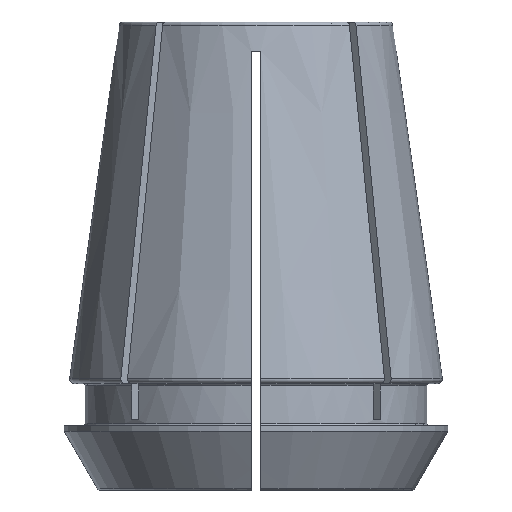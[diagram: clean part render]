
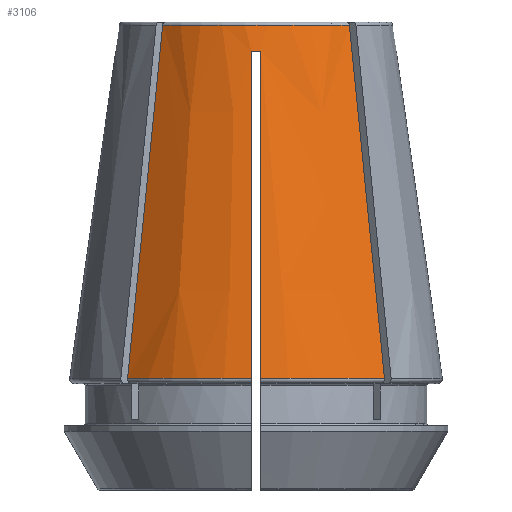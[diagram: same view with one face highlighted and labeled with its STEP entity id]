
A CAD part, front view. The second image highlights one B-rep face of the part: STEP entity #3106.
In plain terms, the highlighted conical face has half-angle 8 degrees and reference radius 11.657 mm.
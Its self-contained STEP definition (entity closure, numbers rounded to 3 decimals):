
#21=CONICAL_SURFACE('',#3336,11.657,0.14);
#68=B_SPLINE_CURVE_WITH_KNOTS('',3,(#4799,#4800,#4801,#4802),
 .UNSPECIFIED.,.F.,.F.,(4,4),(0.,0.03),
 .UNSPECIFIED.);
#78=B_SPLINE_CURVE_WITH_KNOTS('',3,(#4900,#4901,#4902,#4903,#4904,#4905,
#4906,#4907,#4908,#4909),.UNSPECIFIED.,.F.,.F.,(4,3,3,4),(0.018,
0.022,0.044,0.047),.UNSPECIFIED.);
#104=B_SPLINE_CURVE_WITH_KNOTS('',3,(#5176,#5177,#5178,#5179),
 .UNSPECIFIED.,.F.,.F.,(4,4),(0.,0.03),
 .UNSPECIFIED.);
#110=B_SPLINE_CURVE_WITH_KNOTS('',3,(#5240,#5241,#5242,#5243,#5244,#5245,
#5246,#5247,#5248,#5249),.UNSPECIFIED.,.F.,.F.,(4,3,3,4),(0.018,
0.022,0.044,0.047),.UNSPECIFIED.);
#914=ORIENTED_EDGE('',*,*,#1887,.T.);
#915=ORIENTED_EDGE('',*,*,#1866,.T.);
#916=ORIENTED_EDGE('',*,*,#1888,.F.);
#917=ORIENTED_EDGE('',*,*,#1744,.F.);
#918=ORIENTED_EDGE('',*,*,#1689,.T.);
#919=ORIENTED_EDGE('',*,*,#1889,.F.);
#920=ORIENTED_EDGE('',*,*,#1756,.F.);
#921=ORIENTED_EDGE('',*,*,#1778,.T.);
#1689=EDGE_CURVE('',#2190,#2188,#2506,.T.);
#1744=EDGE_CURVE('',#2190,#2235,#68,.T.);
#1756=EDGE_CURVE('',#2244,#2246,#2518,.T.);
#1778=EDGE_CURVE('',#2244,#2267,#78,.T.);
#1866=EDGE_CURVE('',#2347,#2348,#104,.T.);
#1887=EDGE_CURVE('',#2267,#2347,#2537,.T.);
#1888=EDGE_CURVE('',#2235,#2348,#2538,.T.);
#1889=EDGE_CURVE('',#2246,#2188,#110,.T.);
#2188=VERTEX_POINT('',#4618);
#2190=VERTEX_POINT('',#4621);
#2235=VERTEX_POINT('',#4803);
#2244=VERTEX_POINT('',#4834);
#2246=VERTEX_POINT('',#4837);
#2267=VERTEX_POINT('',#4899);
#2347=VERTEX_POINT('',#5180);
#2348=VERTEX_POINT('',#5181);
#2506=CIRCLE('',#3285,15.936);
#2518=CIRCLE('',#3306,12.009);
#2537=CIRCLE('',#3337,15.936);
#2538=CIRCLE('',#3338,11.694);
#2702=EDGE_LOOP('',(#914,#915,#916,#917,#918,#919,#920,#921));
#2870=FACE_BOUND('',#2702,.T.);
#3106=ADVANCED_FACE('',(#2870),#21,.T.);
#3285=AXIS2_PLACEMENT_3D('',#4620,#3685,#3686);
#3306=AXIS2_PLACEMENT_3D('',#4836,#3759,#3760);
#3336=AXIS2_PLACEMENT_3D('',#5237,#3893,#3894);
#3337=AXIS2_PLACEMENT_3D('',#5238,#3895,#3896);
#3338=AXIS2_PLACEMENT_3D('',#5239,#3897,#3898);
#3685=DIRECTION('',(0.,0.,1.));
#3686=DIRECTION('',(1.,0.,0.));
#3759=DIRECTION('',(0.,0.,-1.));
#3760=DIRECTION('',(-1.,0.,0.));
#3893=DIRECTION('',(0.,0.,-1.));
#3894=DIRECTION('',(-1.,0.,0.));
#3895=DIRECTION('',(0.,0.,1.));
#3896=DIRECTION('',(1.,0.,0.));
#3897=DIRECTION('',(0.,0.,1.));
#3898=DIRECTION('',(1.,0.,0.));
#4618=CARTESIAN_POINT('',(-0.4,-15.931,4.056));
#4620=CARTESIAN_POINT('',(0.,0.,4.056));
#4621=CARTESIAN_POINT('',(-10.982,-11.548,4.056));
#4799=CARTESIAN_POINT('',(-10.982,-11.548,4.056));
#4800=CARTESIAN_POINT('',(-9.982,-10.547,14.118));
#4801=CARTESIAN_POINT('',(-8.981,-9.547,24.18));
#4802=CARTESIAN_POINT('',(-7.981,-8.547,34.242));
#4803=CARTESIAN_POINT('',(-7.981,-8.547,34.242));
#4834=CARTESIAN_POINT('',(0.4,-12.002,32.));
#4836=CARTESIAN_POINT('',(0.,0.,32.));
#4837=CARTESIAN_POINT('',(-0.4,-12.002,32.));
#4899=CARTESIAN_POINT('',(0.4,-15.931,4.056));
#4900=CARTESIAN_POINT('',(0.4,-12.002,32.));
#4901=CARTESIAN_POINT('',(0.4,-12.162,30.861));
#4902=CARTESIAN_POINT('',(0.4,-12.322,29.721));
#4903=CARTESIAN_POINT('',(0.4,-12.483,28.582));
#4904=CARTESIAN_POINT('',(0.4,-13.5,21.344));
#4905=CARTESIAN_POINT('',(0.4,-14.518,14.106));
#4906=CARTESIAN_POINT('',(0.4,-15.535,6.869));
#4907=CARTESIAN_POINT('',(0.4,-15.667,5.931));
#4908=CARTESIAN_POINT('',(0.4,-15.799,4.993));
#4909=CARTESIAN_POINT('',(0.4,-15.931,4.056));
#5176=CARTESIAN_POINT('',(10.982,-11.548,4.056));
#5177=CARTESIAN_POINT('',(9.982,-10.547,14.118));
#5178=CARTESIAN_POINT('',(8.981,-9.547,24.18));
#5179=CARTESIAN_POINT('',(7.981,-8.547,34.242));
#5180=CARTESIAN_POINT('',(10.982,-11.548,4.056));
#5181=CARTESIAN_POINT('',(7.981,-8.547,34.242));
#5237=CARTESIAN_POINT('',(0.,0.,34.5));
#5238=CARTESIAN_POINT('',(0.,0.,4.056));
#5239=CARTESIAN_POINT('',(0.,0.,34.242));
#5240=CARTESIAN_POINT('',(-0.4,-12.002,32.));
#5241=CARTESIAN_POINT('',(-0.4,-12.162,30.861));
#5242=CARTESIAN_POINT('',(-0.4,-12.322,29.721));
#5243=CARTESIAN_POINT('',(-0.4,-12.483,28.582));
#5244=CARTESIAN_POINT('',(-0.4,-13.5,21.344));
#5245=CARTESIAN_POINT('',(-0.4,-14.518,14.106));
#5246=CARTESIAN_POINT('',(-0.4,-15.535,6.869));
#5247=CARTESIAN_POINT('',(-0.4,-15.667,5.931));
#5248=CARTESIAN_POINT('',(-0.4,-15.799,4.993));
#5249=CARTESIAN_POINT('',(-0.4,-15.931,4.056));
